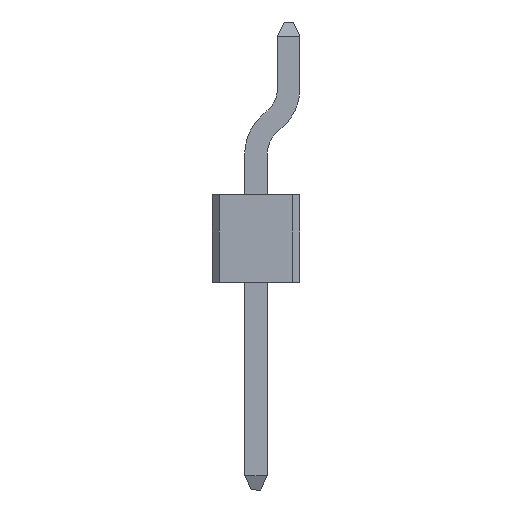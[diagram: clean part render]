
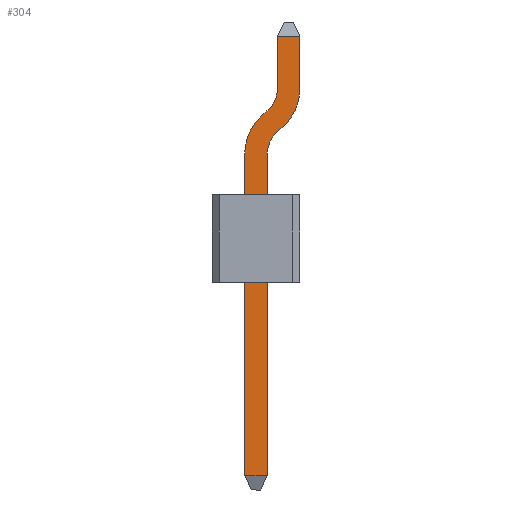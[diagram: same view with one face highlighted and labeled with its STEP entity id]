
A CAD part, left-side view. The second image highlights one B-rep face of the part: STEP entity #304.
In plain terms, the highlighted face is planar.
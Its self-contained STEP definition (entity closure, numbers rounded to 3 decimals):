
#2 = EDGE_CURVE ( 'NONE', #1834, #1855, #693, .T. ) ;
#40 = DIRECTION ( 'NONE',  ( 0., -1., 0. ) ) ;
#41 = DIRECTION ( 'NONE',  ( 0., 0., 1. ) ) ;
#43 = ORIENTED_EDGE ( 'NONE', *, *, #2, .F. ) ;
#62 = CARTESIAN_POINT ( 'NONE',  ( 12.9, 0., -0.93 ) ) ;
#72 = CARTESIAN_POINT ( 'NONE',  ( 12.9, 0., -1.5 ) ) ;
#123 = VERTEX_POINT ( 'NONE', #154 ) ;
#125 = VECTOR ( 'NONE', #220, 1000. ) ;
#136 = CARTESIAN_POINT ( 'NONE',  ( 0.4, 0., -1.5 ) ) ;
#151 = EDGE_CURVE ( 'NONE', #1137, #719, #536, .T. ) ;
#154 = CARTESIAN_POINT ( 'NONE',  ( 0.4, 0., 0. ) ) ;
#162 = CARTESIAN_POINT ( 'NONE',  ( 0.4, 0., -0.64 ) ) ;
#165 = DIRECTION ( 'NONE',  ( 0., 0., -1. ) ) ;
#195 = VERTEX_POINT ( 'NONE', #1371 ) ;
#220 = DIRECTION ( 'NONE',  ( -0.616, 0., 0.788 ) ) ;
#222 = VECTOR ( 'NONE', #856, 1000. ) ;
#244 = VERTEX_POINT ( 'NONE', #803 ) ;
#258 = ORIENTED_EDGE ( 'NONE', *, *, #1123, .F. ) ;
#264 = CARTESIAN_POINT ( 'NONE',  ( 1.881, 0., -1.5 ) ) ;
#270 = CARTESIAN_POINT ( 'NONE',  ( 1.881, 0., -0.64 ) ) ;
#293 = CARTESIAN_POINT ( 'NONE',  ( 2.576, 0., -0.993 ) ) ;
#304 = ADVANCED_FACE ( 'NONE', ( #1404 ), #813, .F. ) ;
#315 = EDGE_CURVE ( 'NONE', #1284, #195, #1513, .T. ) ;
#399 = DIRECTION ( 'NONE',  ( 0., 0., -1. ) ) ;
#401 = CIRCLE ( 'NONE', #1010, 1.5 ) ;
#411 = ORIENTED_EDGE ( 'NONE', *, *, #1749, .T. ) ;
#435 = EDGE_CURVE ( 'NONE', #719, #875, #644, .T. ) ;
#447 = DIRECTION ( 'NONE',  ( 0., 0., 1. ) ) ;
#475 = CARTESIAN_POINT ( 'NONE',  ( 3.758, 0., -0.07 ) ) ;
#536 = CIRCLE ( 'NONE', #1084, 0.86 ) ;
#550 = DIRECTION ( 'NONE',  ( 0., 0., -1. ) ) ;
#558 = LINE ( 'NONE', #136, #1105 ) ;
#560 = EDGE_LOOP ( 'NONE', ( #805, #411, #43, #1169, #1204, #258, #1567, #1268, #1686, #1093, #832, #1258 ) ) ;
#571 = VERTEX_POINT ( 'NONE', #852 ) ;
#598 = CARTESIAN_POINT ( 'NONE',  ( 3.063, 0., -0.577 ) ) ;
#603 = EDGE_CURVE ( 'NONE', #571, #1463, #401, .T. ) ;
#644 = LINE ( 'NONE', #1648, #1104 ) ;
#647 = CARTESIAN_POINT ( 'NONE',  ( 2.576, 0., -0.993 ) ) ;
#665 = CARTESIAN_POINT ( 'NONE',  ( 13.3, 0., -1.57 ) ) ;
#670 = EDGE_CURVE ( 'NONE', #244, #1834, #680, .T. ) ;
#680 = CIRCLE ( 'NONE', #1072, 0.86 ) ;
#693 = LINE ( 'NONE', #270, #1860 ) ;
#719 = VERTEX_POINT ( 'NONE', #1324 ) ;
#734 = VECTOR ( 'NONE', #1112, 1000. ) ;
#788 = VERTEX_POINT ( 'NONE', #293 ) ;
#803 = CARTESIAN_POINT ( 'NONE',  ( 2.558, 0., -0.971 ) ) ;
#804 = CARTESIAN_POINT ( 'NONE',  ( 3.081, 0., -0.599 ) ) ;
#805 = ORIENTED_EDGE ( 'NONE', *, *, #962, .F. ) ;
#808 = AXIS2_PLACEMENT_3D ( 'NONE', #1082, #1525, #1804 ) ;
#813 = PLANE ( 'NONE',  #808 ) ;
#825 = AXIS2_PLACEMENT_3D ( 'NONE', #1810, #1840, #550 ) ;
#832 = ORIENTED_EDGE ( 'NONE', *, *, #1179, .F. ) ;
#852 = CARTESIAN_POINT ( 'NONE',  ( 1.881, 0., 0. ) ) ;
#856 = DIRECTION ( 'NONE',  ( 0.616, 0., -0.788 ) ) ;
#875 = VERTEX_POINT ( 'NONE', #62 ) ;
#878 = LINE ( 'NONE', #1461, #222 ) ;
#881 = EDGE_CURVE ( 'NONE', #1284, #875, #1764, .T. ) ;
#962 = EDGE_CURVE ( 'NONE', #123, #571, #1778, .T. ) ;
#976 = CIRCLE ( 'NONE', #825, 1.5 ) ;
#1010 = AXIS2_PLACEMENT_3D ( 'NONE', #264, #1709, #1579 ) ;
#1016 = CARTESIAN_POINT ( 'NONE',  ( 1.881, 0., -0.64 ) ) ;
#1041 = VECTOR ( 'NONE', #41, 1000. ) ;
#1067 = DIRECTION ( 'NONE',  ( 1., 0., 0. ) ) ;
#1072 = AXIS2_PLACEMENT_3D ( 'NONE', #1597, #1315, #447 ) ;
#1082 = CARTESIAN_POINT ( 'NONE',  ( 1.881, 0., -1.5 ) ) ;
#1084 = AXIS2_PLACEMENT_3D ( 'NONE', #475, #40, #165 ) ;
#1093 = ORIENTED_EDGE ( 'NONE', *, *, #151, .F. ) ;
#1104 = VECTOR ( 'NONE', #1356, 1000. ) ;
#1105 = VECTOR ( 'NONE', #399, 1000. ) ;
#1112 = DIRECTION ( 'NONE',  ( -1., 0., 0. ) ) ;
#1123 = EDGE_CURVE ( 'NONE', #195, #788, #976, .T. ) ;
#1137 = VERTEX_POINT ( 'NONE', #804 ) ;
#1169 = ORIENTED_EDGE ( 'NONE', *, *, #670, .F. ) ;
#1179 = EDGE_CURVE ( 'NONE', #1463, #1137, #878, .T. ) ;
#1204 = ORIENTED_EDGE ( 'NONE', *, *, #1332, .F. ) ;
#1211 = CARTESIAN_POINT ( 'NONE',  ( 1.881, 0., 0. ) ) ;
#1258 = ORIENTED_EDGE ( 'NONE', *, *, #603, .F. ) ;
#1262 = DIRECTION ( 'NONE',  ( -1., 0., 0. ) ) ;
#1268 = ORIENTED_EDGE ( 'NONE', *, *, #881, .T. ) ;
#1283 = CARTESIAN_POINT ( 'NONE',  ( 12.9, 0., -1.57 ) ) ;
#1284 = VERTEX_POINT ( 'NONE', #1283 ) ;
#1315 = DIRECTION ( 'NONE',  ( 0., -1., 0. ) ) ;
#1324 = CARTESIAN_POINT ( 'NONE',  ( 3.758, 0., -0.93 ) ) ;
#1332 = EDGE_CURVE ( 'NONE', #788, #244, #1796, .T. ) ;
#1356 = DIRECTION ( 'NONE',  ( 1., 0., 0. ) ) ;
#1371 = CARTESIAN_POINT ( 'NONE',  ( 3.758, 0., -1.57 ) ) ;
#1404 = FACE_OUTER_BOUND ( 'NONE', #560, .T. ) ;
#1461 = CARTESIAN_POINT ( 'NONE',  ( 3.063, 0., -0.577 ) ) ;
#1463 = VERTEX_POINT ( 'NONE', #598 ) ;
#1513 = LINE ( 'NONE', #665, #734 ) ;
#1525 = DIRECTION ( 'NONE',  ( 0., 1., 0. ) ) ;
#1567 = ORIENTED_EDGE ( 'NONE', *, *, #315, .F. ) ;
#1579 = DIRECTION ( 'NONE',  ( 0., 0., 1. ) ) ;
#1597 = CARTESIAN_POINT ( 'NONE',  ( 1.881, 0., -1.5 ) ) ;
#1648 = CARTESIAN_POINT ( 'NONE',  ( 3.758, 0., -0.93 ) ) ;
#1686 = ORIENTED_EDGE ( 'NONE', *, *, #435, .F. ) ;
#1709 = DIRECTION ( 'NONE',  ( 0., 1., 0. ) ) ;
#1749 = EDGE_CURVE ( 'NONE', #123, #1855, #558, .T. ) ;
#1764 = LINE ( 'NONE', #72, #1041 ) ;
#1778 = LINE ( 'NONE', #1211, #1788 ) ;
#1788 = VECTOR ( 'NONE', #1067, 1000. ) ;
#1796 = LINE ( 'NONE', #647, #125 ) ;
#1804 = DIRECTION ( 'NONE',  ( 0., 0., 1. ) ) ;
#1810 = CARTESIAN_POINT ( 'NONE',  ( 3.758, 0., -0.07 ) ) ;
#1834 = VERTEX_POINT ( 'NONE', #1016 ) ;
#1840 = DIRECTION ( 'NONE',  ( 0., 1., 0. ) ) ;
#1855 = VERTEX_POINT ( 'NONE', #162 ) ;
#1860 = VECTOR ( 'NONE', #1262, 1000. ) ;
